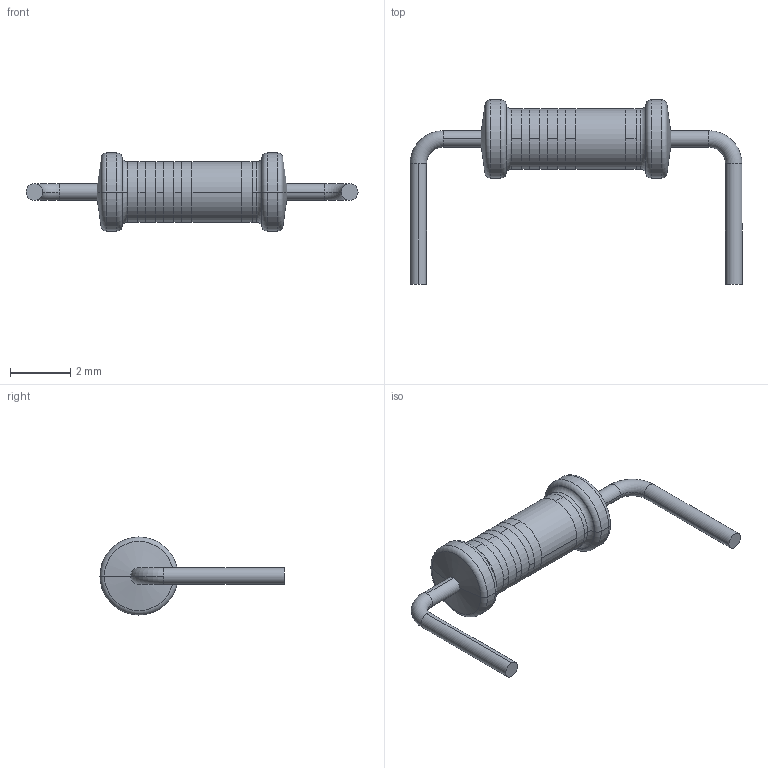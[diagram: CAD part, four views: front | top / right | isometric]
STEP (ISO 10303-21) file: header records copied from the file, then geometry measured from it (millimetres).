
FILE_DESCRIPTION (( 'STEP AP214' ), '1' );
FILE_NAME ('MFR-25FBF52-280K 4mm leads.STEP', '2023-03-30T06:36:34', ( '' ), ( '' ), 'SwSTEP 2.0', 'SolidWorks 2022', '' );
FILE_SCHEMA (( 'AUTOMOTIVE_DESIGN' ));
Length unit declared in the file: millimetre
Products named in the file (1): MFR-25FBF52-280K 4mm leads
Bounding box: 11.05 x 6.13 x 2.6 mm (x, y, z)
Volume: 25.5 mm3; surface area: 137.9 mm2
Topology: 11 solids, 11 shells, 80 faces, 146 edges, 88 vertices
Faces by surface type: cylinder 34, plane 22, torus 16, cone 8
Entity records: 2114 total; most frequent: DIRECTION 412, CARTESIAN_POINT 315, ORIENTED_EDGE 292, AXIS2_PLACEMENT_3D 185, EDGE_CURVE 146, CIRCLE 104, VERTEX_POINT 88, EDGE_LOOP 80
